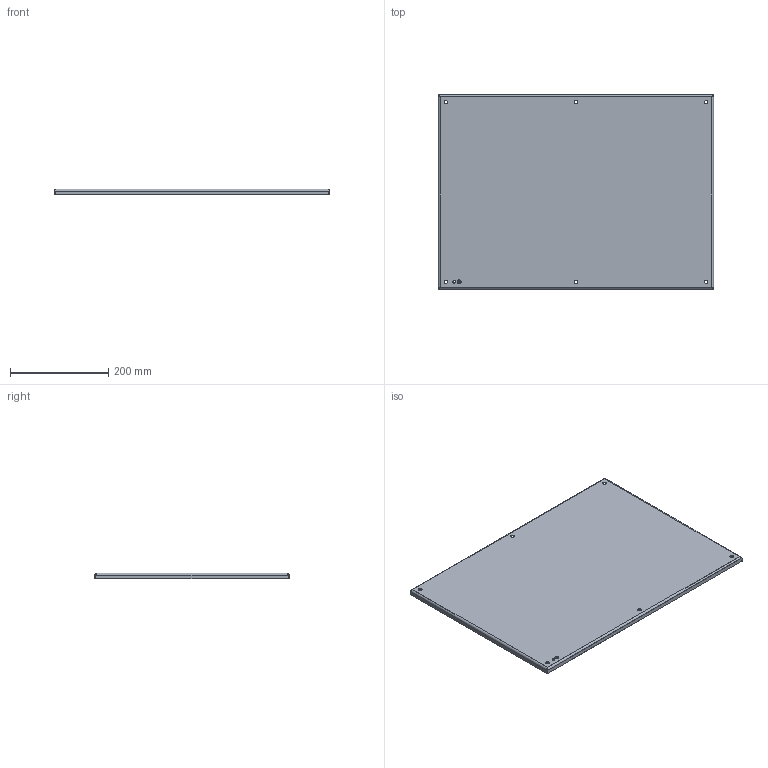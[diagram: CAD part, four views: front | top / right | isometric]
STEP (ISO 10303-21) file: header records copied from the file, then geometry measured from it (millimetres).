
FILE_DESCRIPTION(('CATIA V5 STEP Exchange','CAx-IF Rec.Pracs.--- Model Styling and Organization---1.4--- 2014-01-23'),'2;1');
FILE_NAME ('1200518-4_1', '2022-03-22T10:46:03+00:00', ('none'), ('Weidmueller'), 'CATIA Version 5-6 Release 2016 SP3 HF44', 'CATIA V5 STEP AP214', 'none');
FILE_SCHEMA(('AUTOMOTIVE_DESIGN { 1 0 10303 214 1 1 1 1 }'));
Length unit declared in the file: millimetre
Products named in the file (1): 2716100000
Bounding box: 559 x 395 x 12 mm (x, y, z)
Volume: 356742.4 mm3; surface area: 478917.8 mm2
Topology: 1 solids, 1 shells, 91 faces, 220 edges, 136 vertices
Faces by surface type: plane 43, cylinder 40, bspline 8
Entity records: 3003 total; most frequent: CARTESIAN_POINT 901, ORIENTED_EDGE 440, DIRECTION 320, EDGE_CURVE 220, VERTEX_POINT 136, VECTOR 132, LINE 132, AXIS2_PLACEMENT_3D 113
